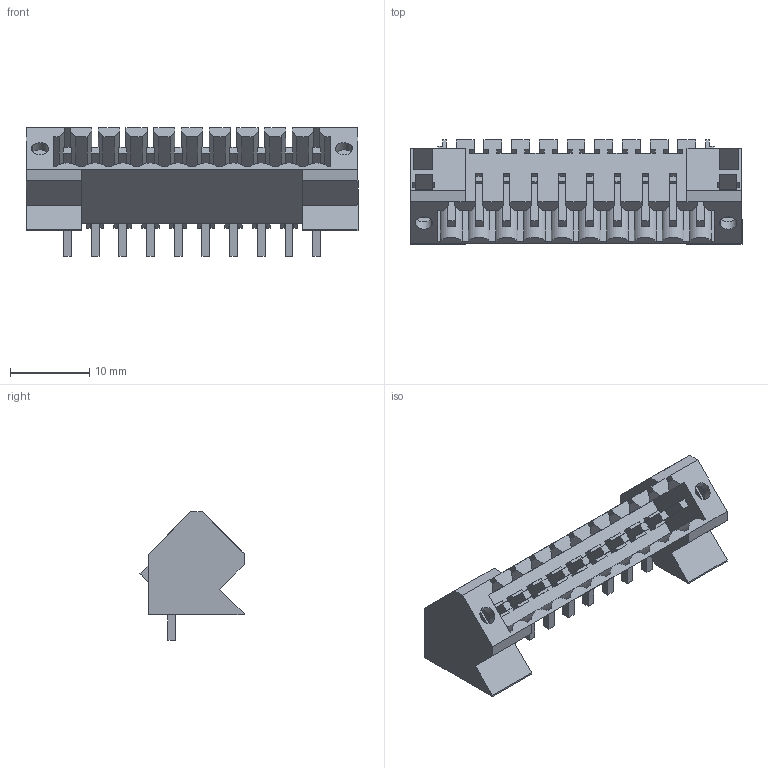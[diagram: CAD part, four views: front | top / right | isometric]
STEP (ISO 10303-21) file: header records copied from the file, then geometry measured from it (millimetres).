
FILE_DESCRIPTION(('CATIA V5 STEP Exchange','CAx-IF Rec.Pracs.--- Model Styling and Organization---1.2---2011-12-15'),'2;1');
FILE_NAME ('D1446368_0_1003590000_1003590000.stp','2018-03-23T12:23:23+00:00',('none'),('Weidmueller'),'CATIA Version 5-6 Release 2014','CATIA V5 STEP AP214','none');
FILE_SCHEMA(('AUTOMOTIVE_DESIGN { 1 0 10303 214 1 1 1 1 }'));
Length unit declared in the file: millimetre
Products named in the file (1): 1003590000
Bounding box: 41.95 x 13.15 x 16.23 mm (x, y, z)
Volume: 1929.8 mm3; surface area: 4521.7 mm2
Topology: 11 solids, 11 shells, 598 faces, 1791 edges, 1219 vertices
Faces by surface type: plane 584, cylinder 14
Entity records: 18421 total; most frequent: ORIENTED_EDGE 3582, CARTESIAN_POINT 3344, DIRECTION 2377, EDGE_CURVE 1791, VECTOR 1759, LINE 1759, VERTEX_POINT 1219, EDGE_LOOP 638
